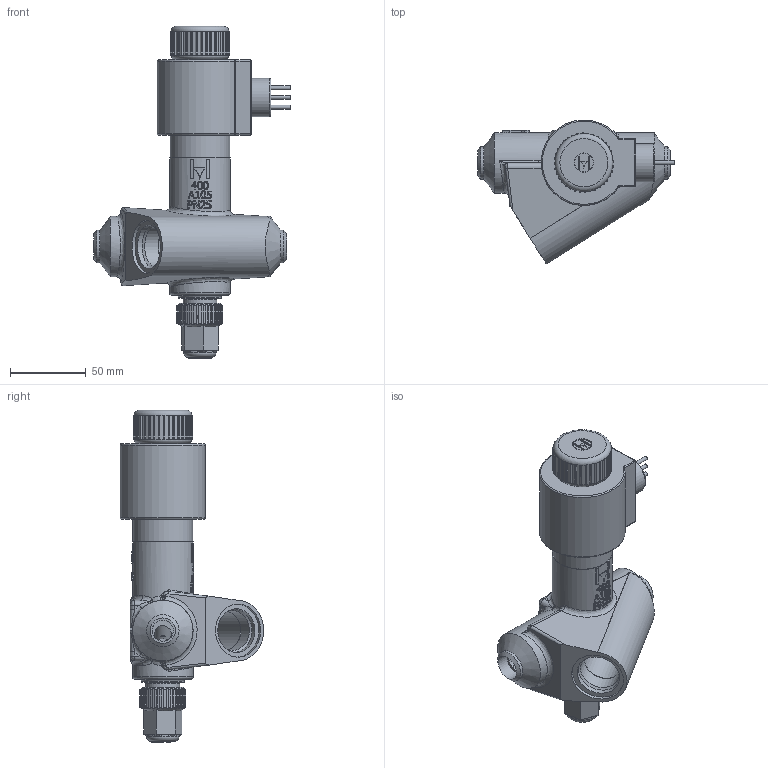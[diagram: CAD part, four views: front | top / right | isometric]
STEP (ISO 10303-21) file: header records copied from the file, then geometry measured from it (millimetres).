
FILE_DESCRIPTION((''),'2;1');
FILE_NAME('PXVW_.625_ODS.stp','2015-08-03T11:25:44',('jrodriguez'),(''),'Autodesk Inventor 2013','Autodesk Inventor 2013','');
FILE_SCHEMA(('AUTOMOTIVE_DESIGN { 1 0 10303 214 1 1 1 1 }'));
Length unit declared in the file: inch
Products named in the file (6): PXVW_; 70-0716; 50-0411_Short; 70-0579 COIL KNOB; P3 COIL; Solenoid Tube
Assembly tree (5 placements, depth 2):
  PXVW_
    70-0716
    50-0411_Short
    70-0579 COIL KNOB
    P3 COIL
    Solenoid Tube
Bounding box: 129.29 x 94.64 x 218.82 mm (x, y, z)
Volume: 416833.2 mm3; surface area: 84948.1 mm2
Topology: 5 solids, 5 shells, 1112 faces, 2856 edges, 1811 vertices
Faces by surface type: plane 589, cylinder 279, bspline 193, cone 22, torus 21, sphere 8
Full cylindrical faces by diameter (mm): 1.575 x1, 2.578 x3, 3.581 x1, 4.978 x1, 6.604 x1, 6.782 x1, 8.738 x1, 11.1 x1, 11.113 x1, 12.192 x1, 12.7 x2, 12.751 x1, 13.894 x1, 15.24 x1, 16.18 x1, 16.383 x1, 16.764 x1, 16.866 x1, 17.018 x1, 18.009 x1, 19.05 x1, 19.685 x1, 19.812 x1, 20.574 x1, 20.625 x1, 21.336 x3, 22.098 x1, 22.225 x1, 23.876 x1, 25.4 x1
Entity records: 62483 total; most frequent: CARTESIAN_POINT 36907, ORIENTED_EDGE 5486, DIRECTION 4721, EDGE_CURVE 2743, VERTEX_POINT 1786, AXIS2_PLACEMENT_3D 1669, VECTOR 1383, LINE 1383
